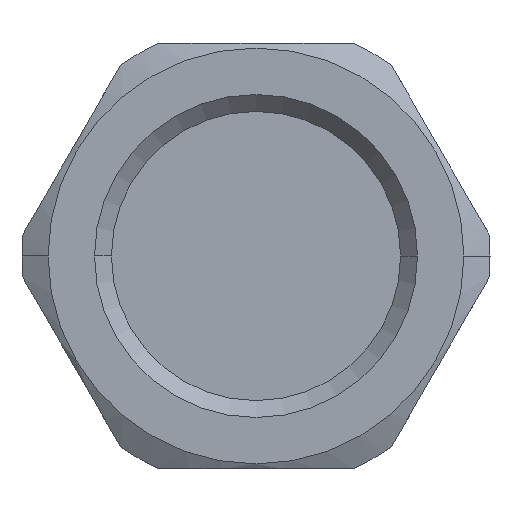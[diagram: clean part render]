
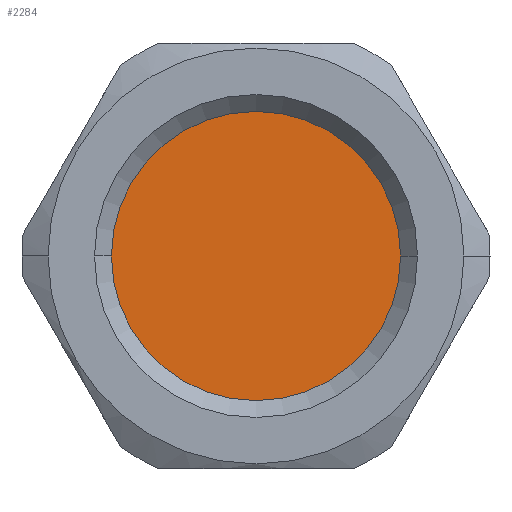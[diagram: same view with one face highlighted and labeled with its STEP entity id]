
A CAD part, left-side view. The second image highlights one B-rep face of the part: STEP entity #2284.
In plain terms, the highlighted planar face has unit normal (-1, 0, 0).
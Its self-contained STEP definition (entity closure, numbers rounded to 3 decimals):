
#86 = DIRECTION ( 'NONE',  ( 0., 1., 0. ) ) ;
#107 = CARTESIAN_POINT ( 'NONE',  ( -24.039, 0., 0. ) ) ;
#108 = DIRECTION ( 'NONE',  ( 1., 0., 0. ) ) ;
#160 = DIRECTION ( 'NONE',  ( 1., 0., 0. ) ) ;
#161 = DIRECTION ( 'NONE',  ( 0., 1., 0. ) ) ;
#162 = PLANE ( 'NONE',  #1299 ) ;
#163 = CARTESIAN_POINT ( 'NONE',  ( -24.039, 0., 0. ) ) ;
#346 = VERTEX_POINT ( 'NONE', #456 ) ;
#350 = VERTEX_POINT ( 'NONE', #457 ) ;
#456 = CARTESIAN_POINT ( 'NONE',  ( -24.039, 7.475, 0. ) ) ;
#457 = CARTESIAN_POINT ( 'NONE',  ( -24.039, -7.475, 0. ) ) ;
#967 = CARTESIAN_POINT ( 'NONE',  ( -24.039, 0., 0. ) ) ;
#968 = DIRECTION ( 'NONE',  ( 1., 0., 0. ) ) ;
#969 = DIRECTION ( 'NONE',  ( 0., 1., 0. ) ) ;
#1130 = CIRCLE ( 'NONE', #1416, 7.475 ) ;
#1201 = EDGE_CURVE ( 'NONE', #350, #346, #1921, .T. ) ;
#1267 = AXIS2_PLACEMENT_3D ( 'NONE', #107, #108, #86 ) ;
#1299 = AXIS2_PLACEMENT_3D ( 'NONE', #163, #160, #161 ) ;
#1416 = AXIS2_PLACEMENT_3D ( 'NONE', #967, #968, #969 ) ;
#1844 = ORIENTED_EDGE ( 'NONE', *, *, #1201, .F. ) ;
#1845 = ORIENTED_EDGE ( 'NONE', *, *, #2483, .F. ) ;
#1921 = CIRCLE ( 'NONE', #1267, 7.475 ) ;
#2010 = FACE_OUTER_BOUND ( 'NONE', #2368, .T. ) ;
#2284 = ADVANCED_FACE ( 'NONE', ( #2010 ), #162, .F. ) ;
#2368 = EDGE_LOOP ( 'NONE', ( #1844, #1845 ) ) ;
#2483 = EDGE_CURVE ( 'NONE', #346, #350, #1130, .T. ) ;
